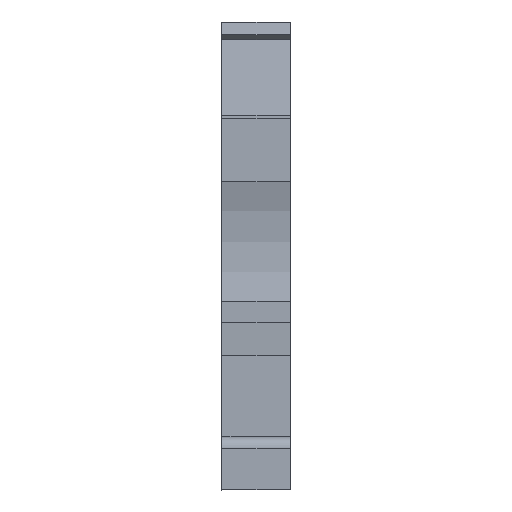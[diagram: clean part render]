
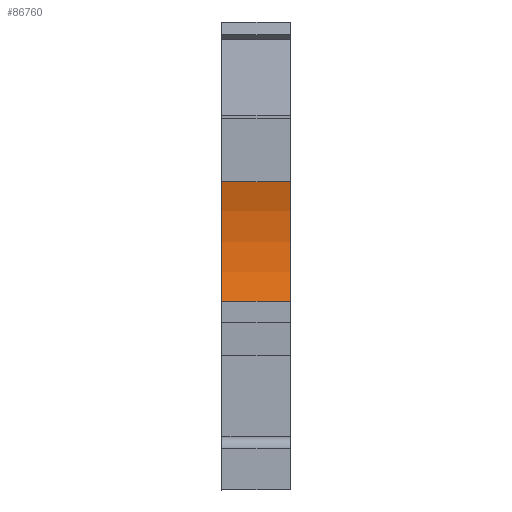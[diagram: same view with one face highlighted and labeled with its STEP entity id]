
A CAD part, front view. The second image highlights one B-rep face of the part: STEP entity #86760.
In plain terms, the highlighted cylindrical face has radius 15 mm (diameter 30 mm), a partial arc.
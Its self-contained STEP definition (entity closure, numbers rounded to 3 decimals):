
#64570=CARTESIAN_POINT('',(10.3,0.,
14.22));
#64580=VERTEX_POINT('',#64570);
#64610=CARTESIAN_POINT('',(10.3,-14.315,
18.7));
#64620=DIRECTION('',(-1.,0.,0.));
#64630=DIRECTION('',(0.,0.993,
-0.122));
#64640=AXIS2_PLACEMENT_3D('',#64610,#64620,#64630);
#64650=CIRCLE('',#64640,15.);
#64660=CARTESIAN_POINT('',(10.3,-0.006,
23.2));
#64670=VERTEX_POINT('',#64660);
#64680=EDGE_CURVE('',#64670,#64580,#64650,.T.);
#68700=CARTESIAN_POINT('',(5.15,0.,
14.22));
#68710=DIRECTION('',(-1.,0.,0.));
#68720=VECTOR('',#68710,1.);
#68730=LINE('',#68700,#68720);
#68740=CARTESIAN_POINT('',(5.15,0.,
14.22));
#68750=VERTEX_POINT('',#68740);
#68760=EDGE_CURVE('',#64580,#68750,#68730,.T.);
#72470=CARTESIAN_POINT('',(5.15,-0.006,
23.2));
#72480=VERTEX_POINT('',#72470);
#72510=CARTESIAN_POINT('',(5.15,-14.315,
18.7));
#72520=DIRECTION('',(-1.,0.,0.));
#72530=DIRECTION('',(0.,0.993,
-0.122));
#72540=AXIS2_PLACEMENT_3D('',#72510,#72520,#72530);
#72550=CIRCLE('',#72540,15.);
#72560=EDGE_CURVE('',#72480,#68750,#72550,.T.);
#86480=CARTESIAN_POINT('',(5.15,-0.006,
23.2));
#86490=DIRECTION('',(-1.,0.,0.));
#86500=VECTOR('',#86490,1.);
#86510=LINE('',#86480,#86500);
#86520=EDGE_CURVE('',#64670,#72480,#86510,.T.);
#86650=CARTESIAN_POINT('',(5.15,-14.315,
18.7));
#86660=DIRECTION('',(-1.,0.,0.));
#86670=DIRECTION('',(0.,0.993,
-0.122));
#86680=AXIS2_PLACEMENT_3D('',#86650,#86660,#86670);
#86690=CYLINDRICAL_SURFACE('',#86680,15.);
#86700=ORIENTED_EDGE('',*,*,#72560,.T.);
#86710=ORIENTED_EDGE('',*,*,#86520,.T.);
#86720=ORIENTED_EDGE('',*,*,#64680,.F.);
#86730=ORIENTED_EDGE('',*,*,#68760,.F.);
#86740=EDGE_LOOP('',(#86730,#86720,#86710,#86700));
#86750=FACE_OUTER_BOUND('',#86740,.T.);
#86760=ADVANCED_FACE('',(#86750),#86690,.F.);
